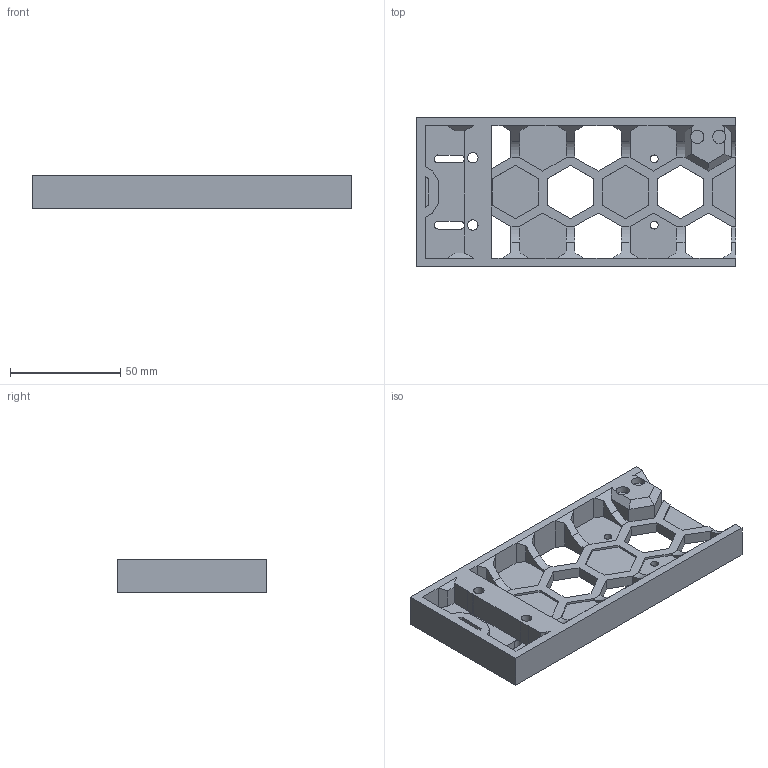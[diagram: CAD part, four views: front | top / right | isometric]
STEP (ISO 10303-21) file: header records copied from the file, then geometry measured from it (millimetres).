
FILE_DESCRIPTION(/* description */ (''),/* implementation_level */ '2;1');
FILE_NAME(/* name */ 'Skirt_RearLeft.step',/* time_stamp */ '2022-01-08T18:10:15+01:00',/* author */ (''),/* organization */ (''),/* preprocessor_version */ 'ST-DEVELOPER v18.1',/* originating_system */ 'Autodesk Translation Framework v10.10.0.1391',/* authorisation */ '');
FILE_SCHEMA (('AUTOMOTIVE_DESIGN { 1 0 10303 214 3 1 1 }'));
Length unit declared in the file: millimetre
Products named in the file (1): (Unsaved)
Bounding box: 145 x 68 x 15 mm (x, y, z)
Volume: 62729.7 mm3; surface area: 30040.1 mm2
Topology: 1 solids, 1 shells, 180 faces, 520 edges, 338 vertices
Faces by surface type: plane 159, cylinder 21
Full cylindrical faces by diameter (mm): 3.6 x2, 4.7 x2, 6 x2
Entity records: 5883 total; most frequent: ORIENTED_EDGE 1036, CARTESIAN_POINT 1036, DIRECTION 929, EDGE_CURVE 518, LINE 469, VECTOR 469, VERTEX_POINT 337, AXIS2_PLACEMENT_3D 230
